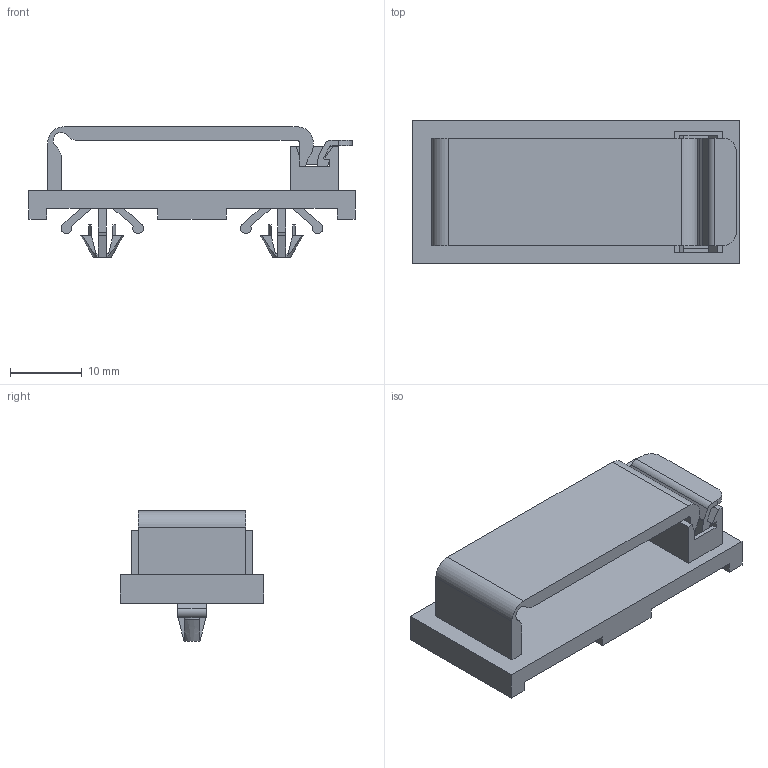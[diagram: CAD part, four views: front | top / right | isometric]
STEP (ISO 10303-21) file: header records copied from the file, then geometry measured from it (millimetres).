
FILE_DESCRIPTION( ( 'Unknown' ), '1' );
FILE_NAME( '524420000.stp', 'Unknown', ( 'Unknown' ), ( 'Unknown' ), 'PSStep 21.0.46', 'Unknown', ' ' );
FILE_SCHEMA( ( 'AUTOMOTIVE_DESIGN { 1 0 10303 214 1 1 1 1 }' ) );
Length unit declared in the file: millimetre
Products named in the file (3): Assem1; 524420000; 524420000_0
Assembly tree (2 placements, depth 2):
  Assem1
    524420000
    524420000_0
Bounding box: 45.5 x 20 x 18.2 mm (x, y, z)
Volume: 4584.5 mm3; surface area: 5372.8 mm2
Topology: 2 solids, 2 shells, 153 faces, 404 edges, 260 vertices
Faces by surface type: plane 124, cylinder 25, cone 4
Entity records: 6620 total; most frequent: CARTESIAN_POINT 896, ORIENTED_EDGE 808, DIRECTION 774, EDGE_CURVE 404, LINE 322, VECTOR 322, PRESENTATION_STYLE_ASSIGNMENT 308, COLOUR_RGB 308
